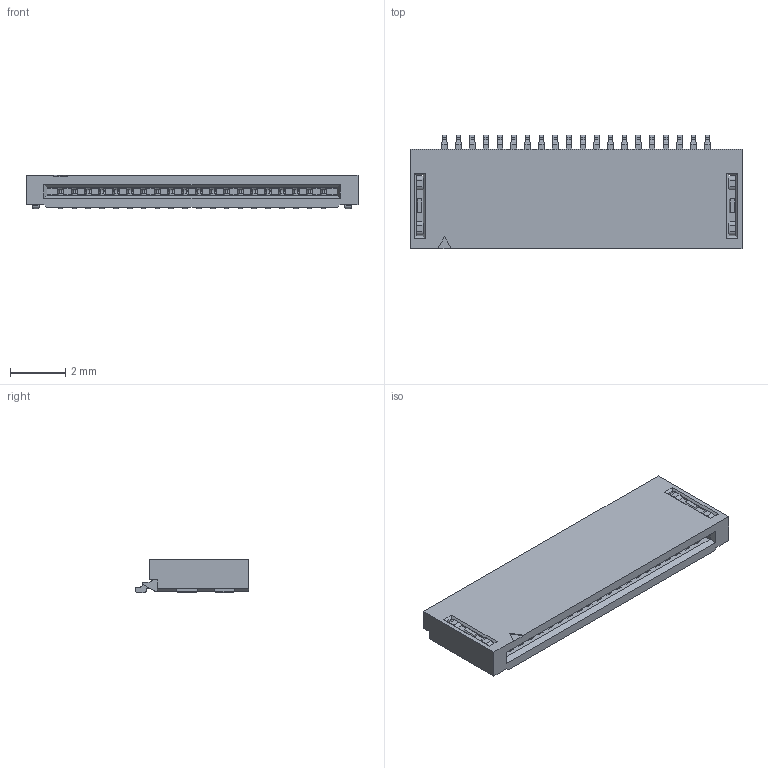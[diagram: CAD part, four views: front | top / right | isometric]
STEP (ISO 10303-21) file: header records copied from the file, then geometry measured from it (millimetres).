
FILE_DESCRIPTION(/* description */ ('Unknown'),/* implementation_level */ '2;1');
FILE_NAME(/* name */ '687120188722',/* time_stamp */ '2023-03-28T09:47:58+02:00',/* author */ ('Unknown'),/* organization */ ('Unknown'),/* preprocessor_version */ 'ST-DEVELOPER v18.102',/* originating_system */ 'Solid Edge',/* authorisation */ 'Unknown');
FILE_SCHEMA (('AUTOMOTIVE_DESIGN {1 0 10303 214 3 1 1}'));
Length unit declared in the file: millimetre
Products named in the file (5): 6871xx188722; 687120188722; 6871xx188722_Pin; 6871xx188722_Pin2; 6871xx188722_Pad
Assembly tree (23 placements, depth 2):
  6871xx188722
    687120188722
    6871xx188722_Pin  x10
    6871xx188722_Pin2  x10
    6871xx188722_Pad  x2
Bounding box: 12 x 4.1 x 1.2 mm (x, y, z)
Volume: 36.9 mm3; surface area: 386.4 mm2
Topology: 23 solids, 23 shells, 1784 faces, 4725 edges, 2946 vertices
Faces by surface type: plane 1100, cylinder 404, cone 280
Entity records: 18282 total; most frequent: CARTESIAN_POINT 3079, ORIENTED_EDGE 3078, DIRECTION 2797, EDGE_CURVE 1539, LINE 1325, VECTOR 1325, VERTEX_POINT 1002, AXIS2_PLACEMENT_3D 736
